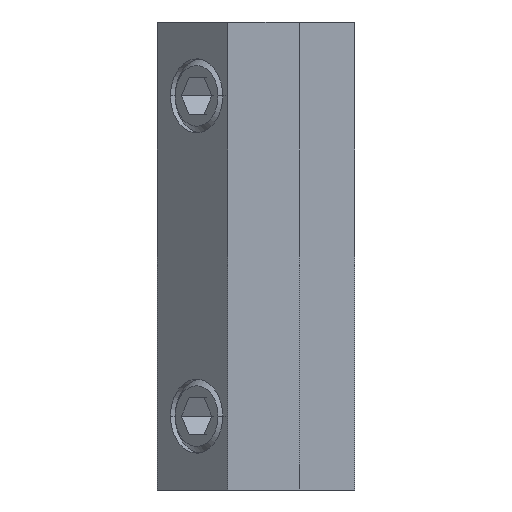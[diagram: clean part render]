
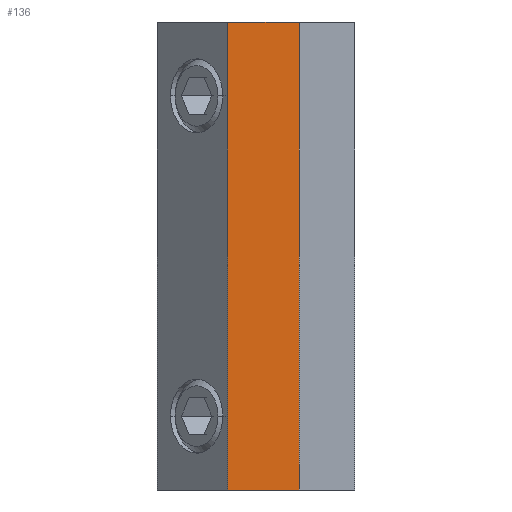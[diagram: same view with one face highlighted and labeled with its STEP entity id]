
A CAD part, left-side view. The second image highlights one B-rep face of the part: STEP entity #136.
In plain terms, the highlighted planar face has unit normal (-1, 0, 0).
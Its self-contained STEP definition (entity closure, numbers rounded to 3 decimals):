
#136=ADVANCED_FACE('',(#302),#303,.T.);
#302=FACE_OUTER_BOUND('',#482,.T.);
#303=PLANE('',#483);
#482=EDGE_LOOP('',(#1063,#1064,#1065,#1066));
#483=AXIS2_PLACEMENT_3D('',#1067,#1068,#1069);
#1063=ORIENTED_EDGE('',*,*,#1354,.T.);
#1064=ORIENTED_EDGE('',*,*,#1355,.F.);
#1065=ORIENTED_EDGE('',*,*,#1356,.F.);
#1066=ORIENTED_EDGE('',*,*,#1352,.T.);
#1067=CARTESIAN_POINT('',(-37.5,7.391,38.0));
#1068=DIRECTION('',(-1.0,0.,0.));
#1069=DIRECTION('',(0.,1.0,0.));
#1352=EDGE_CURVE('',#1675,#1673,#1676,.T.);
#1354=EDGE_CURVE('',#1673,#1678,#1679,.T.);
#1355=EDGE_CURVE('',#1680,#1678,#1681,.T.);
#1356=EDGE_CURVE('',#1675,#1680,#1682,.T.);
#1673=VERTEX_POINT('',#2156);
#1675=VERTEX_POINT('',#2159);
#1676=LINE('',#2160,#2161);
#1678=VERTEX_POINT('',#2164);
#1679=LINE('',#2165,#2166);
#1680=VERTEX_POINT('',#2167);
#1681=LINE('',#2168,#2169);
#1682=LINE('',#2170,#2171);
#2156=CARTESIAN_POINT('',(-37.5,10.283,0.));
#2159=CARTESIAN_POINT('',(-37.5,10.283,38.0));
#2160=CARTESIAN_POINT('',(-37.5,10.283,38.0));
#2161=VECTOR('',#2488,1.0);
#2164=CARTESIAN_POINT('',(-37.5,4.5,0.));
#2165=CARTESIAN_POINT('',(-37.5,10.283,0.));
#2166=VECTOR('',#2490,1.0);
#2167=CARTESIAN_POINT('',(-37.5,4.5,38.0));
#2168=CARTESIAN_POINT('',(-37.5,4.5,38.0));
#2169=VECTOR('',#2491,1.0);
#2170=CARTESIAN_POINT('',(-37.5,10.283,38.0));
#2171=VECTOR('',#2492,1.0);
#2488=DIRECTION('',(0.,0.0,-1.0));
#2490=DIRECTION('',(0.,-1.0,0.));
#2491=DIRECTION('',(0.,0.0,-1.0));
#2492=DIRECTION('',(0.,-1.0,0.));
